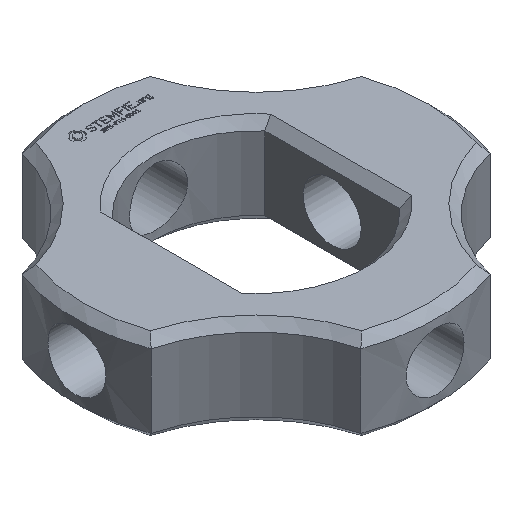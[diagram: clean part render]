
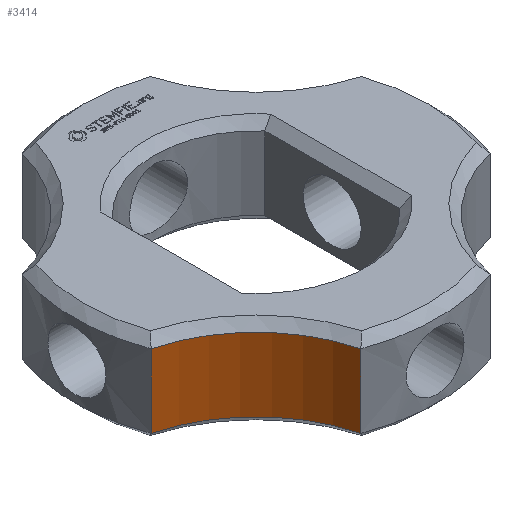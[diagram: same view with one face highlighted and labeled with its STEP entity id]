
A CAD part, isometric view. The second image highlights one B-rep face of the part: STEP entity #3414.
In plain terms, the highlighted cylindrical face has radius 5 mm (diameter 10 mm), a partial arc.
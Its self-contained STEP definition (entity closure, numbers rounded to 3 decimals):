
#347 = EDGE_CURVE('',#348,#350,#352,.T.);
#348 = VERTEX_POINT('',#349);
#349 = CARTESIAN_POINT('',(-2.225,-5.841,-1.263));
#350 = VERTEX_POINT('',#351);
#351 = CARTESIAN_POINT('',(-2.225,-5.841,1.263));
#352 = LINE('',#353,#354);
#353 = CARTESIAN_POINT('',(-2.225,-5.841,-1.563));
#354 = VECTOR('',#355,1.);
#355 = DIRECTION('',(0.,0.,1.));
#3414 = ADVANCED_FACE('',(#3415),#3442,.F.);
#3415 = FACE_BOUND('',#3416,.T.);
#3416 = EDGE_LOOP('',(#3417,#3418,#3427,#3435));
#3417 = ORIENTED_EDGE('',*,*,#347,.T.);
#3418 = ORIENTED_EDGE('',*,*,#3419,.T.);
#3419 = EDGE_CURVE('',#350,#3420,#3422,.T.);
#3420 = VERTEX_POINT('',#3421);
#3421 = CARTESIAN_POINT('',(-5.841,-2.225,1.263));
#3422 = CIRCLE('',#3423,5.);
#3423 = AXIS2_PLACEMENT_3D('',#3424,#3425,#3426);
#3424 = CARTESIAN_POINT('',(-7.071,-7.071,1.263));
#3425 = DIRECTION('',(0.,-0.,1.));
#3426 = DIRECTION('',(0.969,0.246,0.));
#3427 = ORIENTED_EDGE('',*,*,#3428,.F.);
#3428 = EDGE_CURVE('',#3429,#3420,#3431,.T.);
#3429 = VERTEX_POINT('',#3430);
#3430 = CARTESIAN_POINT('',(-5.841,-2.225,-1.263));
#3431 = LINE('',#3432,#3433);
#3432 = CARTESIAN_POINT('',(-5.841,-2.225,-1.563));
#3433 = VECTOR('',#3434,1.);
#3434 = DIRECTION('',(0.,0.,1.));
#3435 = ORIENTED_EDGE('',*,*,#3436,.F.);
#3436 = EDGE_CURVE('',#348,#3429,#3437,.T.);
#3437 = CIRCLE('',#3438,5.);
#3438 = AXIS2_PLACEMENT_3D('',#3439,#3440,#3441);
#3439 = CARTESIAN_POINT('',(-7.071,-7.071,-1.263));
#3440 = DIRECTION('',(0.,-0.,1.));
#3441 = DIRECTION('',(0.969,0.246,0.));
#3442 = CYLINDRICAL_SURFACE('',#3443,5.);
#3443 = AXIS2_PLACEMENT_3D('',#3444,#3445,#3446);
#3444 = CARTESIAN_POINT('',(-7.071,-7.071,-1.563));
#3445 = DIRECTION('',(-0.,-0.,-1.));
#3446 = DIRECTION('',(1.,0.,0.));
